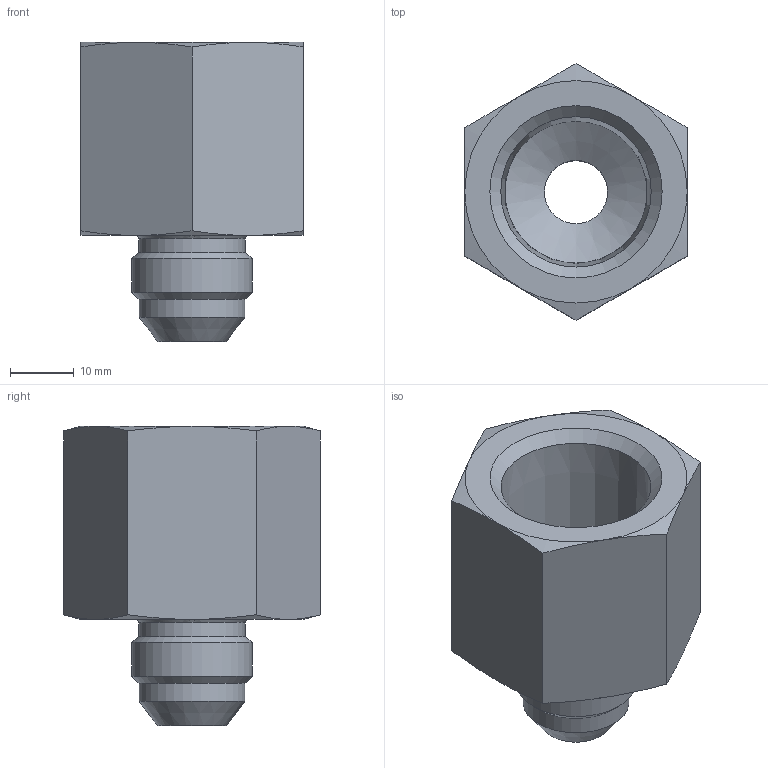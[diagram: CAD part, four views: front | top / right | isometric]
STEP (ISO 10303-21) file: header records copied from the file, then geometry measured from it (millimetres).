
FILE_DESCRIPTION((''),'2;1');
FILE_NAME('8-12_GTX.stp','2009-03-03T09:48:53',('dk03487'),(''),'Autodesk Inventor 2008','Autodesk Inventor 2008','');
FILE_SCHEMA(('AUTOMOTIVE_DESIGN { 1 0 10303 214 1 1 1 1 }'));
Length unit declared in the file: inch
Products named in the file (1): GTX
Bounding box: 34.92 x 40.33 x 46.99 mm (x, y, z)
Volume: 23663.5 mm3; surface area: 8645.1 mm2
Topology: 1 solids, 1 shells, 33 faces, 71 edges, 41 vertices
Faces by surface type: cone 18, plane 9, cylinder 3, bspline 2, torus 1
Full cylindrical faces by diameter (mm): 16.637 x1, 16.662 x1, 18.893 x1
Entity records: 853 total; most frequent: CARTESIAN_POINT 237, DIRECTION 122, ORIENTED_EDGE 112, AXIS2_PLACEMENT_3D 58, EDGE_CURVE 56, EDGE_LOOP 48, VERTEX_POINT 38, FACE_OUTER_BOUND 33
